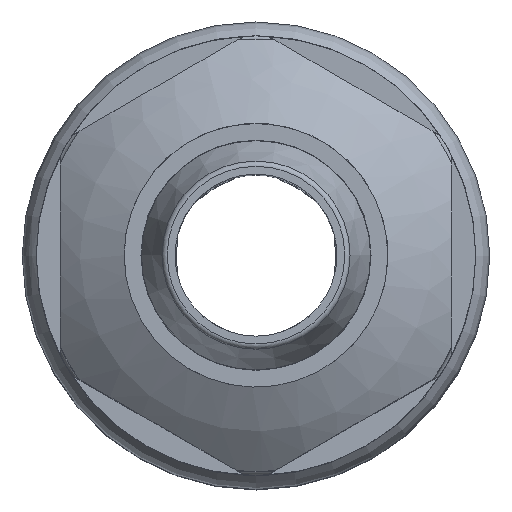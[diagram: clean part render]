
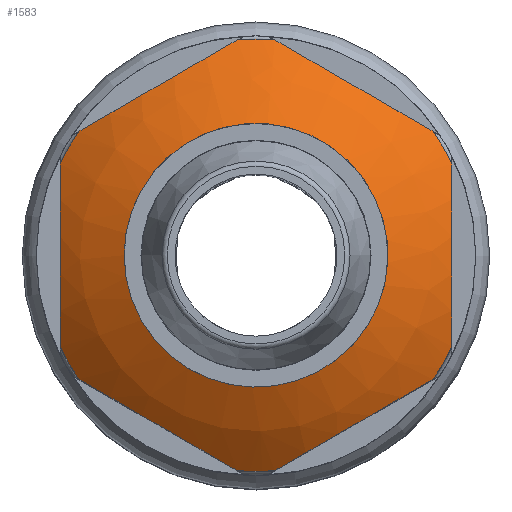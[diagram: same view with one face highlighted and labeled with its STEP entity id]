
A CAD part, top view. The second image highlights one B-rep face of the part: STEP entity #1583.
In plain terms, the highlighted spherical face has radius 12.4 mm.
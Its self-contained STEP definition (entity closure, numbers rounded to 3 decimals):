
#18=SPHERICAL_SURFACE('',#1790,12.4);
#345=CIRCLE('',#1791,5.05);
#346=CIRCLE('',#1792,8.275);
#347=CIRCLE('',#1793,9.875);
#348=CIRCLE('',#1794,8.275);
#349=CIRCLE('',#1795,9.875);
#350=CIRCLE('',#1796,8.275);
#351=CIRCLE('',#1797,9.875);
#352=CIRCLE('',#1798,8.275);
#353=CIRCLE('',#1799,9.875);
#354=CIRCLE('',#1800,8.275);
#355=CIRCLE('',#1801,9.875);
#356=CIRCLE('',#1802,8.275);
#357=CIRCLE('',#1803,9.875);
#678=ORIENTED_EDGE('',*,*,#960,.T.);
#679=ORIENTED_EDGE('',*,*,#961,.F.);
#680=ORIENTED_EDGE('',*,*,#962,.T.);
#681=ORIENTED_EDGE('',*,*,#963,.F.);
#682=ORIENTED_EDGE('',*,*,#964,.T.);
#683=ORIENTED_EDGE('',*,*,#965,.F.);
#684=ORIENTED_EDGE('',*,*,#966,.T.);
#685=ORIENTED_EDGE('',*,*,#967,.F.);
#686=ORIENTED_EDGE('',*,*,#968,.T.);
#687=ORIENTED_EDGE('',*,*,#969,.F.);
#688=ORIENTED_EDGE('',*,*,#970,.T.);
#689=ORIENTED_EDGE('',*,*,#971,.F.);
#690=ORIENTED_EDGE('',*,*,#972,.T.);
#960=EDGE_CURVE('',#1127,#1127,#345,.T.);
#961=EDGE_CURVE('',#1128,#1129,#346,.T.);
#962=EDGE_CURVE('',#1128,#1130,#347,.F.);
#963=EDGE_CURVE('',#1131,#1130,#348,.T.);
#964=EDGE_CURVE('',#1131,#1132,#349,.F.);
#965=EDGE_CURVE('',#1133,#1132,#350,.T.);
#966=EDGE_CURVE('',#1133,#1134,#351,.F.);
#967=EDGE_CURVE('',#1135,#1134,#352,.T.);
#968=EDGE_CURVE('',#1135,#1136,#353,.F.);
#969=EDGE_CURVE('',#1137,#1136,#354,.T.);
#970=EDGE_CURVE('',#1137,#1138,#355,.F.);
#971=EDGE_CURVE('',#1139,#1138,#356,.T.);
#972=EDGE_CURVE('',#1139,#1129,#357,.F.);
#1127=VERTEX_POINT('',#2753);
#1128=VERTEX_POINT('',#2755);
#1129=VERTEX_POINT('',#2756);
#1130=VERTEX_POINT('',#2758);
#1131=VERTEX_POINT('',#2760);
#1132=VERTEX_POINT('',#2762);
#1133=VERTEX_POINT('',#2764);
#1134=VERTEX_POINT('',#2766);
#1135=VERTEX_POINT('',#2768);
#1136=VERTEX_POINT('',#2770);
#1137=VERTEX_POINT('',#2772);
#1138=VERTEX_POINT('',#2774);
#1139=VERTEX_POINT('',#2776);
#1308=EDGE_LOOP('',(#678));
#1309=EDGE_LOOP('',(#679,#680,#681,#682,#683,#684,#685,#686,#687,#688,#689,
#690));
#1450=FACE_BOUND('',#1308,.T.);
#1451=FACE_BOUND('',#1309,.T.);
#1583=ADVANCED_FACE('',(#1450,#1451),#18,.T.);
#1790=AXIS2_PLACEMENT_3D('',#2751,#2198,#2199);
#1791=AXIS2_PLACEMENT_3D('',#2752,#2200,#2201);
#1792=AXIS2_PLACEMENT_3D('',#2754,#2202,#2203);
#1793=AXIS2_PLACEMENT_3D('',#2757,#2204,#2205);
#1794=AXIS2_PLACEMENT_3D('',#2759,#2206,#2207);
#1795=AXIS2_PLACEMENT_3D('',#2761,#2208,#2209);
#1796=AXIS2_PLACEMENT_3D('',#2763,#2210,#2211);
#1797=AXIS2_PLACEMENT_3D('',#2765,#2212,#2213);
#1798=AXIS2_PLACEMENT_3D('',#2767,#2214,#2215);
#1799=AXIS2_PLACEMENT_3D('',#2769,#2216,#2217);
#1800=AXIS2_PLACEMENT_3D('',#2771,#2218,#2219);
#1801=AXIS2_PLACEMENT_3D('',#2773,#2220,#2221);
#1802=AXIS2_PLACEMENT_3D('',#2775,#2222,#2223);
#1803=AXIS2_PLACEMENT_3D('',#2777,#2224,#2225);
#2198=DIRECTION('',(0.,0.,-1.));
#2199=DIRECTION('',(0.,1.,0.));
#2200=DIRECTION('',(0.,0.,-1.));
#2201=DIRECTION('',(-1.,0.,0.));
#2202=DIRECTION('',(0.,0.,-1.));
#2203=DIRECTION('',(-1.,0.,0.));
#2204=DIRECTION('',(-1.,0.,0.));
#2205=DIRECTION('',(0.,0.,1.));
#2206=DIRECTION('',(0.,0.,-1.));
#2207=DIRECTION('',(-1.,0.,0.));
#2208=DIRECTION('',(-0.5,-0.866,0.));
#2209=DIRECTION('',(0.866,-0.5,0.));
#2210=DIRECTION('',(0.,0.,-1.));
#2211=DIRECTION('',(-1.,0.,0.));
#2212=DIRECTION('',(0.5,-0.866,0.));
#2213=DIRECTION('',(0.866,0.5,0.));
#2214=DIRECTION('',(0.,0.,-1.));
#2215=DIRECTION('',(-1.,0.,0.));
#2216=DIRECTION('',(1.,0.,0.));
#2217=DIRECTION('',(0.,0.,-1.));
#2218=DIRECTION('',(0.,0.,-1.));
#2219=DIRECTION('',(-1.,0.,0.));
#2220=DIRECTION('',(0.5,0.866,0.));
#2221=DIRECTION('',(-0.866,0.5,0.));
#2222=DIRECTION('',(0.,0.,-1.));
#2223=DIRECTION('',(-1.,0.,0.));
#2224=DIRECTION('',(-0.5,0.866,0.));
#2225=DIRECTION('',(-0.866,-0.5,0.));
#2751=CARTESIAN_POINT('',(0.,0.,10.875));
#2752=CARTESIAN_POINT('',(0.,0.,22.2));
#2753=CARTESIAN_POINT('',(-5.05,0.,22.2));
#2754=CARTESIAN_POINT('',(0.,0.,20.11));
#2755=CARTESIAN_POINT('',(-7.5,3.497,20.11));
#2756=CARTESIAN_POINT('',(-6.778,4.747,20.11));
#2757=CARTESIAN_POINT('',(-7.5,0.,10.875));
#2758=CARTESIAN_POINT('',(-7.5,-3.497,20.11));
#2759=CARTESIAN_POINT('',(0.,0.,20.11));
#2760=CARTESIAN_POINT('',(-6.778,-4.747,20.11));
#2761=CARTESIAN_POINT('',(-3.75,-6.495,10.875));
#2762=CARTESIAN_POINT('',(-0.722,-8.243,20.11));
#2763=CARTESIAN_POINT('',(0.,0.,20.11));
#2764=CARTESIAN_POINT('',(0.722,-8.243,20.11));
#2765=CARTESIAN_POINT('',(3.75,-6.495,10.875));
#2766=CARTESIAN_POINT('',(6.778,-4.747,20.11));
#2767=CARTESIAN_POINT('',(0.,0.,20.11));
#2768=CARTESIAN_POINT('',(7.5,-3.497,20.11));
#2769=CARTESIAN_POINT('',(7.5,0.,10.875));
#2770=CARTESIAN_POINT('',(7.5,3.497,20.11));
#2771=CARTESIAN_POINT('',(0.,0.,20.11));
#2772=CARTESIAN_POINT('',(6.778,4.747,20.11));
#2773=CARTESIAN_POINT('',(3.75,6.495,10.875));
#2774=CARTESIAN_POINT('',(0.722,8.243,20.11));
#2775=CARTESIAN_POINT('',(0.,0.,20.11));
#2776=CARTESIAN_POINT('',(-0.722,8.243,20.11));
#2777=CARTESIAN_POINT('',(-3.75,6.495,10.875));
